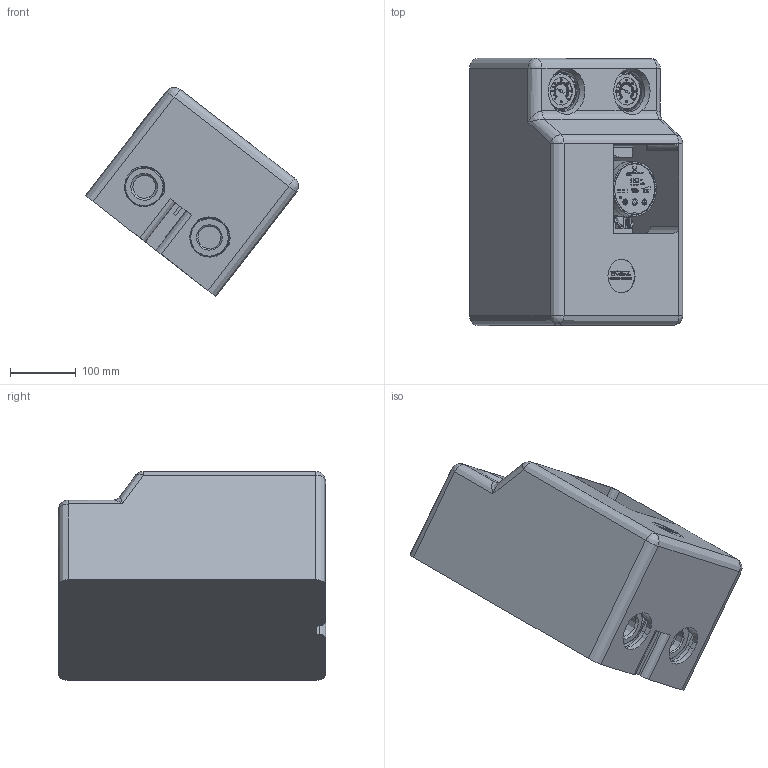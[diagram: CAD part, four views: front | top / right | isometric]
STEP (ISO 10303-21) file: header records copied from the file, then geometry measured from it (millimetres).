
FILE_DESCRIPTION(/* description */ (''),/* implementation_level */ '2;1');
FILE_NAME(/* name */ 'SA125-DN32_Grumdfos.stp',/* time_stamp */ '2015-11-29T19:50:30+01:00',/* author */ ('ARTUR'),/* organization */ (''),/* preprocessor_version */ 'ST-DEVELOPER v15.6',/* originating_system */ 'Autodesk Inventor 2015',/* authorisation */ '');
FILE_SCHEMA (('CONFIG_CONTROL_DESIGN'));
Products named in the file (1): SA125-DN32_Grumdfos
Bounding box: 323.12 x 405 x 316.88 mm (x, y, z)
Volume: 541841.7 mm3; surface area: 1266339.3 mm2
Topology: 12 solids, 13 shells, 4068 faces, 11231 edges, 7315 vertices
Faces by surface type: plane 2465, cylinder 763, bspline 647, cone 100, sphere 53, torus 40
Full cylindrical faces by diameter (mm): 4.2 x4, 4.75 x4, 8.5 x4, 13 x2, 15 x1, 25 x2, 30 x3, 35 x2, 36 x2, 41 x3, 42 x2, 45 x3, 50 x2, 52 x1, 56 x3, 58 x2, 59 x4, 59.61 x2, 62 x3, 64 x2, 83 x1
Entity records: 154953 total; most frequent: CARTESIAN_POINT 52931, ORIENTED_EDGE 21976, DIRECTION 18268, EDGE_CURVE 10987, LINE 7454, VECTOR 7454, VERTEX_POINT 7253, AXIS2_PLACEMENT_3D 5407
